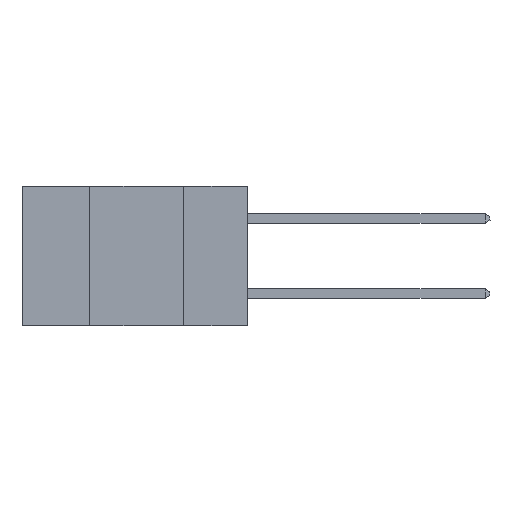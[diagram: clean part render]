
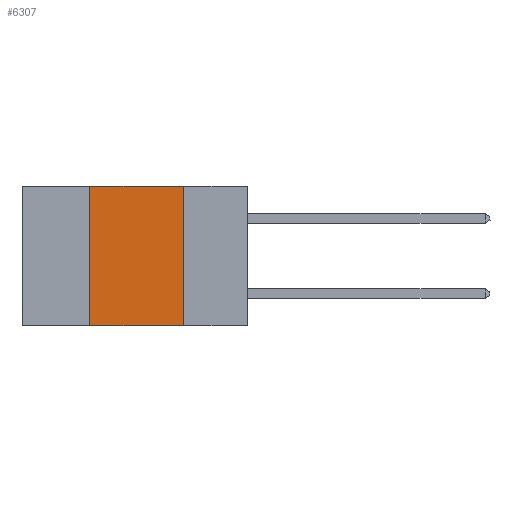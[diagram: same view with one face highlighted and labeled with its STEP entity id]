
A CAD part, left-side view. The second image highlights one B-rep face of the part: STEP entity #6307.
In plain terms, the highlighted planar face has unit normal (-1, 0, 0).
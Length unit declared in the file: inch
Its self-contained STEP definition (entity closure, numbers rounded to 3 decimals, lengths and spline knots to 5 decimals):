
#46 = LINE ( 'NONE', #2100, #7594 ) ;
#278 = VECTOR ( 'NONE', #3708, 39.37008 ) ;
#367 = EDGE_CURVE ( 'NONE', #3408, #6786, #8072, .T. ) ;
#933 = DIRECTION ( 'NONE',  ( 1., 0., 0. ) ) ;
#1009 = VECTOR ( 'NONE', #5912, 39.37008 ) ;
#1491 = CARTESIAN_POINT ( 'NONE',  ( 0., 0.42, 0. ) ) ;
#1504 = CARTESIAN_POINT ( 'NONE',  ( 0., 0.42, -0.37 ) ) ;
#1539 = EDGE_LOOP ( 'NONE', ( #7922, #4269, #8098, #1950 ) ) ;
#1784 = AXIS2_PLACEMENT_3D ( 'NONE', #3830, #933, #6098 ) ;
#1945 = VERTEX_POINT ( 'NONE', #2952 ) ;
#1950 = ORIENTED_EDGE ( 'NONE', *, *, #367, .T. ) ;
#1991 = FACE_OUTER_BOUND ( 'NONE', #1539, .T. ) ;
#2100 = CARTESIAN_POINT ( 'NONE',  ( 0., 0.42, 0. ) ) ;
#2380 = EDGE_CURVE ( 'NONE', #1945, #6786, #7571, .T. ) ;
#2952 = CARTESIAN_POINT ( 'NONE',  ( 0., 0.17, 0. ) ) ;
#3408 = VERTEX_POINT ( 'NONE', #1504 ) ;
#3498 = CARTESIAN_POINT ( 'NONE',  ( 0., 0.17, -0.37 ) ) ;
#3708 = DIRECTION ( 'NONE',  ( 0., -1., 0. ) ) ;
#3830 = CARTESIAN_POINT ( 'NONE',  ( 0., 0.6, 0. ) ) ;
#4269 = ORIENTED_EDGE ( 'NONE', *, *, #7940, .F. ) ;
#4337 = CARTESIAN_POINT ( 'NONE',  ( 0., 0.17, 0. ) ) ;
#4474 = CARTESIAN_POINT ( 'NONE',  ( 0., 0.6, -0.37 ) ) ;
#5068 = CARTESIAN_POINT ( 'NONE',  ( 0., 0.6, 0. ) ) ;
#5177 = LINE ( 'NONE', #5068, #7351 ) ;
#5341 = PLANE ( 'NONE',  #1784 ) ;
#5912 = DIRECTION ( 'NONE',  ( 0., 0., -1. ) ) ;
#6098 = DIRECTION ( 'NONE',  ( 0., 0., -1. ) ) ;
#6307 = ADVANCED_FACE ( 'NONE', ( #1991 ), #5341, .F. ) ;
#6582 = DIRECTION ( 'NONE',  ( 0., 0., 1. ) ) ;
#6786 = VERTEX_POINT ( 'NONE', #3498 ) ;
#7146 = EDGE_CURVE ( 'NONE', #3408, #7958, #46, .T. ) ;
#7272 = DIRECTION ( 'NONE',  ( 0., -1., 0. ) ) ;
#7351 = VECTOR ( 'NONE', #7272, 39.37008 ) ;
#7571 = LINE ( 'NONE', #4337, #1009 ) ;
#7594 = VECTOR ( 'NONE', #6582, 39.37008 ) ;
#7922 = ORIENTED_EDGE ( 'NONE', *, *, #2380, .F. ) ;
#7940 = EDGE_CURVE ( 'NONE', #7958, #1945, #5177, .T. ) ;
#7958 = VERTEX_POINT ( 'NONE', #1491 ) ;
#8072 = LINE ( 'NONE', #4474, #278 ) ;
#8098 = ORIENTED_EDGE ( 'NONE', *, *, #7146, .F. ) ;
